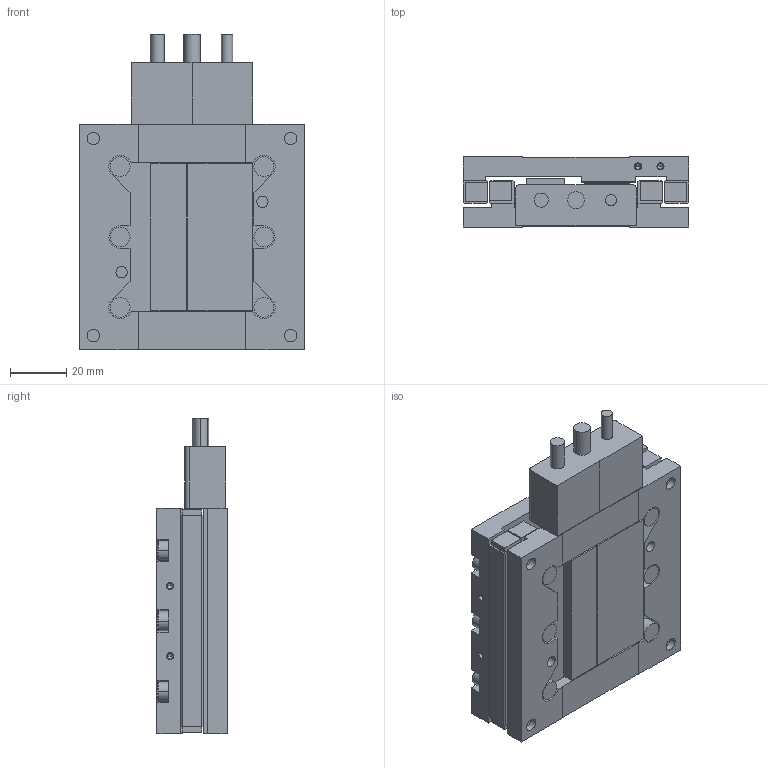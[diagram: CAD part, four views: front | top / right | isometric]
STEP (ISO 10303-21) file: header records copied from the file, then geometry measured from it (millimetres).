
FILE_DESCRIPTION((''),'2;1');
FILE_NAME('MX80L-T01_ASM','2008-06-23T',('FK20128'),(''),'PRO/ENGINEER BY PARAMETRIC TECHNOLOGY CORPORATION, 2006200','PRO/ENGINEER BY PARAMETRIC TECHNOLOGY CORPORATION, 2006200','');
FILE_SCHEMA(('CONFIG_CONTROL_DESIGN'));
Length unit declared in the file: millimetre
Products named in the file (4): MX80L-BASE-25-50MM; MX80L-TOP-25-50MM; CABLE-ASSEMBLY-MX80L-T01-T02; MX80L-T01_ASM
Assembly tree (3 placements, depth 2):
  MX80L-T01_ASM
    MX80L-BASE-25-50MM
    MX80L-TOP-25-50MM
    CABLE-ASSEMBLY-MX80L-T01-T02
Bounding box: 80 x 25 x 112 mm (x, y, z)
Volume: 131333.8 mm3; surface area: 51704.3 mm2
Topology: 3 solids, 23 shells, 435 faces, 1129 edges, 721 vertices
Faces by surface type: plane 245, cylinder 152, cone 38
Entity records: 13233 total; most frequent: DIRECTION 2335, CARTESIAN_POINT 2296, ORIENTED_EDGE 2126, EDGE_CURVE 1103, AXIS2_PLACEMENT_3D 790, VECTOR 755, LINE 755, VERTEX_POINT 721
